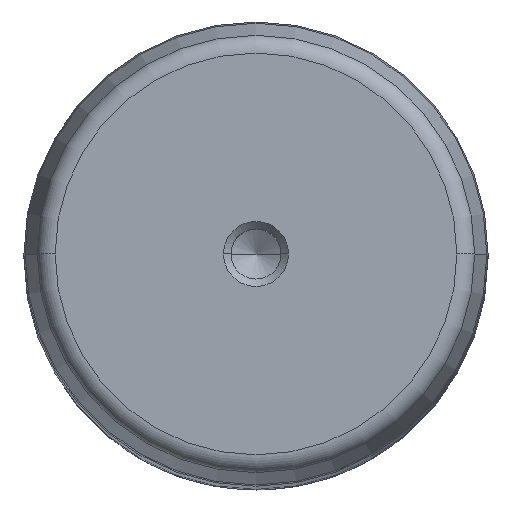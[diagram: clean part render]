
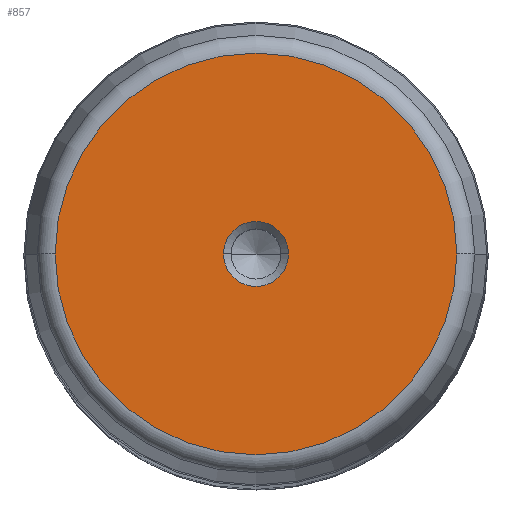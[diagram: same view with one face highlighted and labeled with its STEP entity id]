
A CAD part, top view. The second image highlights one B-rep face of the part: STEP entity #857.
In plain terms, the highlighted planar face has unit normal (0, 0, 1).
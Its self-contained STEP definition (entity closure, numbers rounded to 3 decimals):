
#70 = FACE_OUTER_BOUND ( 'NONE', #721, .T. ) ;
#79 = VERTEX_POINT ( 'NONE', #1140 ) ;
#151 = DIRECTION ( 'NONE',  ( 0., 0., -1. ) ) ;
#182 = DIRECTION ( 'NONE',  ( 0., 0., -1. ) ) ;
#185 = DIRECTION ( 'NONE',  ( -1., 0., 0. ) ) ;
#187 = ORIENTED_EDGE ( 'NONE', *, *, #1823, .T. ) ;
#340 = ORIENTED_EDGE ( 'NONE', *, *, #1928, .T. ) ;
#503 = CARTESIAN_POINT ( 'NONE',  ( 0., 0., 315. ) ) ;
#639 = VERTEX_POINT ( 'NONE', #3156 ) ;
#721 = EDGE_LOOP ( 'NONE', ( #2869, #3171 ) ) ;
#730 = EDGE_CURVE ( 'NONE', #1916, #1760, #1535, .T. ) ;
#855 = AXIS2_PLACEMENT_3D ( 'NONE', #2852, #2630, #2815 ) ;
#857 = ADVANCED_FACE ( 'NONE', ( #3031, #70 ), #2398, .T. ) ;
#892 = CARTESIAN_POINT ( 'NONE',  ( 0., 0., 315. ) ) ;
#1013 = DIRECTION ( 'NONE',  ( 1., 0., 0. ) ) ;
#1018 = AXIS2_PLACEMENT_3D ( 'NONE', #2586, #3095, #185 ) ;
#1138 = CARTESIAN_POINT ( 'NONE',  ( 27.263, 0., 315. ) ) ;
#1140 = CARTESIAN_POINT ( 'NONE',  ( 4.4, 0., 315. ) ) ;
#1535 = CIRCLE ( 'NONE', #1018, 27.263 ) ;
#1540 = AXIS2_PLACEMENT_3D ( 'NONE', #2149, #182, #2126 ) ;
#1548 = EDGE_CURVE ( 'NONE', #1760, #1916, #2036, .T. ) ;
#1760 = VERTEX_POINT ( 'NONE', #1138 ) ;
#1823 = EDGE_CURVE ( 'NONE', #639, #79, #2481, .T. ) ;
#1916 = VERTEX_POINT ( 'NONE', #2859 ) ;
#1928 = EDGE_CURVE ( 'NONE', #79, #639, #2404, .T. ) ;
#2036 = CIRCLE ( 'NONE', #2265, 27.263 ) ;
#2104 = DIRECTION ( 'NONE',  ( -1., 0., 0. ) ) ;
#2126 = DIRECTION ( 'NONE',  ( 1., 0., 0. ) ) ;
#2149 = CARTESIAN_POINT ( 'NONE',  ( 0., 0., 315. ) ) ;
#2224 = DIRECTION ( 'NONE',  ( 0., 0., -1. ) ) ;
#2265 = AXIS2_PLACEMENT_3D ( 'NONE', #892, #151, #2104 ) ;
#2398 = PLANE ( 'NONE',  #855 ) ;
#2404 = CIRCLE ( 'NONE', #1540, 4.4 ) ;
#2481 = CIRCLE ( 'NONE', #3065, 4.4 ) ;
#2552 = EDGE_LOOP ( 'NONE', ( #340, #187 ) ) ;
#2586 = CARTESIAN_POINT ( 'NONE',  ( 0., 0., 315. ) ) ;
#2630 = DIRECTION ( 'NONE',  ( 0., 0., 1. ) ) ;
#2815 = DIRECTION ( 'NONE',  ( 1., 0., 0. ) ) ;
#2852 = CARTESIAN_POINT ( 'NONE',  ( 0., 0., 315. ) ) ;
#2859 = CARTESIAN_POINT ( 'NONE',  ( -27.263, 0., 315. ) ) ;
#2869 = ORIENTED_EDGE ( 'NONE', *, *, #730, .F. ) ;
#3031 = FACE_BOUND ( 'NONE', #2552, .T. ) ;
#3065 = AXIS2_PLACEMENT_3D ( 'NONE', #503, #2224, #1013 ) ;
#3095 = DIRECTION ( 'NONE',  ( 0., 0., -1. ) ) ;
#3156 = CARTESIAN_POINT ( 'NONE',  ( -4.4, 0., 315. ) ) ;
#3171 = ORIENTED_EDGE ( 'NONE', *, *, #1548, .F. ) ;
